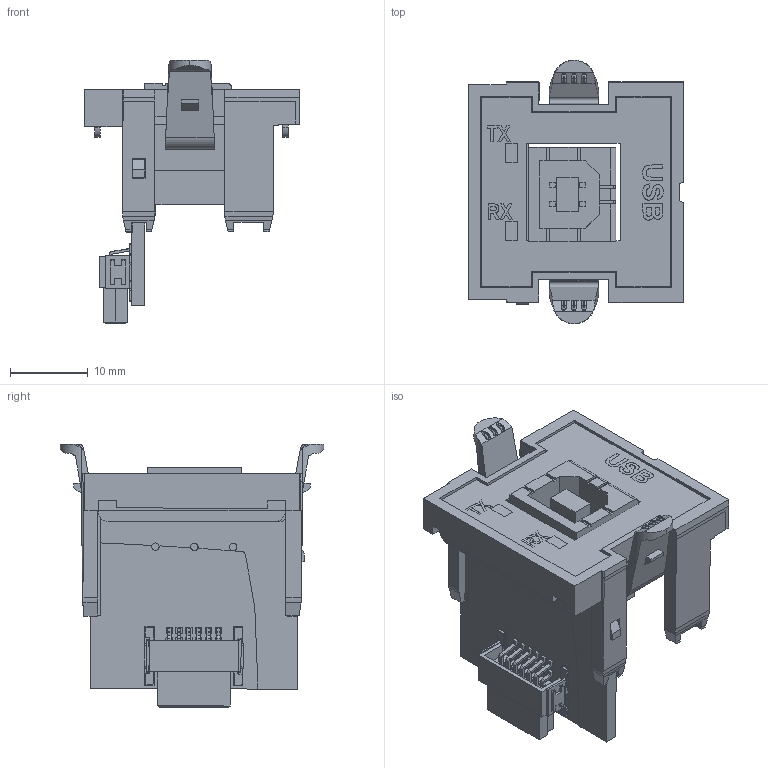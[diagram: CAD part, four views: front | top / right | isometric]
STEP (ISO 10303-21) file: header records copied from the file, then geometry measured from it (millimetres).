
FILE_DESCRIPTION (( 'STEP AP214' ), '1' );
FILE_NAME ('BX-P-USB-B.STEP', '2017-03-14T00:15:37', ( '' ), ( '' ), 'SwSTEP 2.0', 'SolidWorks 2016', '' );
FILE_SCHEMA (( 'AUTOMOTIVE_DESIGN' ));
Length unit declared in the file: millimetre
Products named in the file (1): BX-P-USB-B
Bounding box: 27.53 x 33.88 x 33.9 mm (x, y, z)
Volume: 4838.7 mm3; surface area: 8344.5 mm2
Topology: 43 solids, 43 shells, 1741 faces, 4698 edges, 3085 vertices
Faces by surface type: plane 1436, cylinder 236, bspline 49, torus 14, cone 6
Entity records: 75667 total; most frequent: CARTESIAN_POINT 12532, ORIENTED_EDGE 9396, DIRECTION 8317, EDGE_CURVE 4698, LINE 4021, VECTOR 4021, VERTEX_POINT 3085, AXIS2_PLACEMENT_3D 2148
